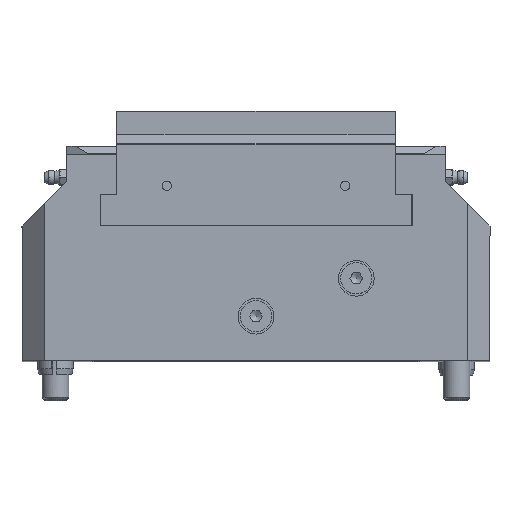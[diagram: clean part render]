
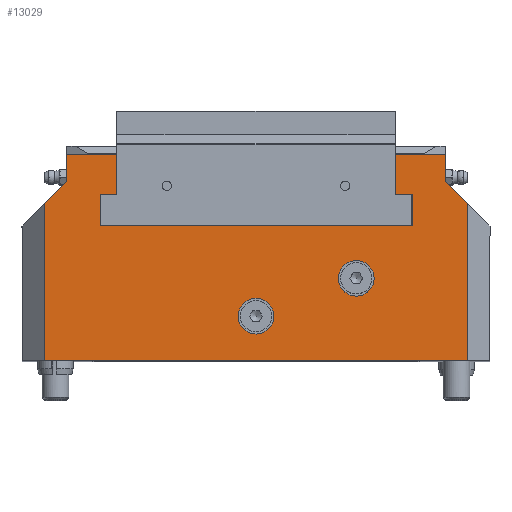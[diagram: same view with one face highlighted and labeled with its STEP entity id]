
A CAD part, top view. The second image highlights one B-rep face of the part: STEP entity #13029.
In plain terms, the highlighted face is planar.
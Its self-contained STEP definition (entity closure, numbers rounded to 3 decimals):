
#609=FACE_BOUND('',#1462,.T.);
#610=FACE_BOUND('',#1463,.T.);
#710=FACE_OUTER_BOUND('',#1461,.T.);
#1461=EDGE_LOOP('',(#8104,#8105,#8106,#8107,#8108,#8109,#8110,#8111,#8112,
#8113,#8114,#8115,#8116,#8117,#8118,#8119));
#1462=EDGE_LOOP('',(#8120));
#1463=EDGE_LOOP('',(#8121));
#2308=CIRCLE('',#13962,8.);
#2309=CIRCLE('',#13963,8.);
#2787=LINE('',#18801,#3883);
#2797=LINE('',#18828,#3893);
#2806=LINE('',#18851,#3902);
#2808=LINE('',#18855,#3904);
#2809=LINE('',#18857,#3905);
#2810=LINE('',#18859,#3906);
#2811=LINE('',#18860,#3907);
#2812=LINE('',#18862,#3908);
#2813=LINE('',#18864,#3909);
#2814=LINE('',#18866,#3910);
#2815=LINE('',#18868,#3911);
#2816=LINE('',#18870,#3912);
#2817=LINE('',#18872,#3913);
#2818=LINE('',#18874,#3914);
#2819=LINE('',#18875,#3915);
#2820=LINE('',#18876,#3916);
#3883=VECTOR('',#15206,10.);
#3893=VECTOR('',#15224,10.);
#3902=VECTOR('',#15241,10.);
#3904=VECTOR('',#15245,10.);
#3905=VECTOR('',#15246,10.);
#3906=VECTOR('',#15247,10.);
#3907=VECTOR('',#15248,10.);
#3908=VECTOR('',#15249,10.);
#3909=VECTOR('',#15250,10.);
#3910=VECTOR('',#15251,10.);
#3911=VECTOR('',#15252,10.);
#3912=VECTOR('',#15253,10.);
#3913=VECTOR('',#15254,10.);
#3914=VECTOR('',#15255,10.);
#3915=VECTOR('',#15256,10.);
#3916=VECTOR('',#15257,10.);
#4979=VERTEX_POINT('',#18799);
#4980=VERTEX_POINT('',#18800);
#4992=VERTEX_POINT('',#18825);
#4993=VERTEX_POINT('',#18827);
#5002=VERTEX_POINT('',#18848);
#5003=VERTEX_POINT('',#18850);
#5004=VERTEX_POINT('',#18854);
#5005=VERTEX_POINT('',#18856);
#5006=VERTEX_POINT('',#18858);
#5007=VERTEX_POINT('',#18861);
#5008=VERTEX_POINT('',#18863);
#5009=VERTEX_POINT('',#18865);
#5010=VERTEX_POINT('',#18867);
#5011=VERTEX_POINT('',#18869);
#5012=VERTEX_POINT('',#18871);
#5013=VERTEX_POINT('',#18873);
#5014=VERTEX_POINT('',#18877);
#5015=VERTEX_POINT('',#18879);
#6201=EDGE_CURVE('',#4979,#4980,#2787,.T.);
#6214=EDGE_CURVE('',#4993,#4992,#2797,.T.);
#6225=EDGE_CURVE('',#5003,#5002,#2806,.T.);
#6227=EDGE_CURVE('',#5002,#5004,#2808,.T.);
#6228=EDGE_CURVE('',#5004,#5005,#2809,.T.);
#6229=EDGE_CURVE('',#5005,#5006,#2810,.T.);
#6230=EDGE_CURVE('',#5006,#4993,#2811,.T.);
#6231=EDGE_CURVE('',#5007,#4992,#2812,.T.);
#6232=EDGE_CURVE('',#5008,#5007,#2813,.T.);
#6233=EDGE_CURVE('',#5008,#5009,#2814,.T.);
#6234=EDGE_CURVE('',#5010,#5009,#2815,.T.);
#6235=EDGE_CURVE('',#5011,#5010,#2816,.T.);
#6236=EDGE_CURVE('',#5012,#5011,#2817,.T.);
#6237=EDGE_CURVE('',#5012,#5013,#2818,.T.);
#6238=EDGE_CURVE('',#4980,#5013,#2819,.T.);
#6239=EDGE_CURVE('',#4979,#5003,#2820,.T.);
#6240=EDGE_CURVE('',#5014,#5014,#2308,.T.);
#6241=EDGE_CURVE('',#5015,#5015,#2309,.T.);
#8104=ORIENTED_EDGE('',*,*,#6225,.T.);
#8105=ORIENTED_EDGE('',*,*,#6227,.T.);
#8106=ORIENTED_EDGE('',*,*,#6228,.T.);
#8107=ORIENTED_EDGE('',*,*,#6229,.T.);
#8108=ORIENTED_EDGE('',*,*,#6230,.T.);
#8109=ORIENTED_EDGE('',*,*,#6214,.T.);
#8110=ORIENTED_EDGE('',*,*,#6231,.F.);
#8111=ORIENTED_EDGE('',*,*,#6232,.F.);
#8112=ORIENTED_EDGE('',*,*,#6233,.T.);
#8113=ORIENTED_EDGE('',*,*,#6234,.F.);
#8114=ORIENTED_EDGE('',*,*,#6235,.F.);
#8115=ORIENTED_EDGE('',*,*,#6236,.F.);
#8116=ORIENTED_EDGE('',*,*,#6237,.T.);
#8117=ORIENTED_EDGE('',*,*,#6238,.F.);
#8118=ORIENTED_EDGE('',*,*,#6201,.F.);
#8119=ORIENTED_EDGE('',*,*,#6239,.T.);
#8120=ORIENTED_EDGE('',*,*,#6240,.T.);
#8121=ORIENTED_EDGE('',*,*,#6241,.T.);
#11833=PLANE('',#13961);
#13029=ADVANCED_FACE('',(#710,#609,#610),#11833,.T.);
#13961=AXIS2_PLACEMENT_3D('',#18853,#15243,#15244);
#13962=AXIS2_PLACEMENT_3D('',#18878,#15258,#15259);
#13963=AXIS2_PLACEMENT_3D('',#18880,#15260,#15261);
#15206=DIRECTION('',(-1.,0.,0.));
#15224=DIRECTION('',(0.,1.,0.));
#15241=DIRECTION('',(-1.,0.,0.));
#15243=DIRECTION('center_axis',(0.,0.,
-1.));
#15244=DIRECTION('ref_axis',(-1.,0.,0.));
#15245=DIRECTION('',(0.,-1.,0.));
#15246=DIRECTION('',(1.,0.,0.));
#15247=DIRECTION('',(0.,1.,0.));
#15248=DIRECTION('',(-1.,0.,0.));
#15249=DIRECTION('',(-1.,0.,0.));
#15250=DIRECTION('',(0.,1.,0.));
#15251=DIRECTION('',(0.707,-0.707,0.));
#15252=DIRECTION('',(0.,1.,0.));
#15253=DIRECTION('',(1.,0.,0.));
#15254=DIRECTION('',(0.,-1.,0.));
#15255=DIRECTION('',(0.707,0.707,0.));
#15256=DIRECTION('',(0.,-1.,0.));
#15257=DIRECTION('',(0.,-1.,0.));
#15258=DIRECTION('center_axis',(0.,0.,
1.));
#15259=DIRECTION('ref_axis',(-1.,0.,0.));
#15260=DIRECTION('center_axis',(0.,0.,
1.));
#15261=DIRECTION('ref_axis',(-1.,0.,0.));
#18799=CARTESIAN_POINT('',(-63.161,92.991,-34.21));
#18800=CARTESIAN_POINT('',(-85.661,92.991,-34.21));
#18801=CARTESIAN_POINT('',(84.339,92.991,-34.21));
#18825=CARTESIAN_POINT('',(61.839,92.991,-34.21));
#18827=CARTESIAN_POINT('',(61.839,74.991,-34.21));
#18828=CARTESIAN_POINT('',(61.839,82.677,-34.21));
#18848=CARTESIAN_POINT('',(-70.661,74.991,-34.21));
#18850=CARTESIAN_POINT('',(-63.161,74.991,-34.21));
#18851=CARTESIAN_POINT('',(-35.461,74.991,-34.21));
#18853=CARTESIAN_POINT('Origin',(-0.661,45.948,-34.21));
#18854=CARTESIAN_POINT('',(-70.661,60.991,-34.21));
#18855=CARTESIAN_POINT('',(-70.661,53.669,-34.21));
#18856=CARTESIAN_POINT('',(69.339,60.991,-34.21));
#18857=CARTESIAN_POINT('',(34.139,60.991,-34.21));
#18858=CARTESIAN_POINT('',(69.339,74.991,-34.21));
#18859=CARTESIAN_POINT('',(69.339,60.269,-34.21));
#18860=CARTESIAN_POINT('',(30.589,74.991,-34.21));
#18861=CARTESIAN_POINT('',(84.339,92.991,-34.21));
#18862=CARTESIAN_POINT('',(84.339,92.991,-34.21));
#18863=CARTESIAN_POINT('',(84.339,80.991,-34.21));
#18864=CARTESIAN_POINT('',(84.339,80.991,-34.21));
#18865=CARTESIAN_POINT('',(94.339,70.991,-34.21));
#18866=CARTESIAN_POINT('',(81.85,83.48,-34.21));
#18867=CARTESIAN_POINT('',(94.339,0.491,-34.21));
#18868=CARTESIAN_POINT('',(94.339,23.219,-34.21));
#18869=CARTESIAN_POINT('',(-95.661,0.491,-34.21));
#18870=CARTESIAN_POINT('',(-105.661,0.491,-34.21));
#18871=CARTESIAN_POINT('',(-95.661,70.991,-34.21));
#18872=CARTESIAN_POINT('',(-95.661,63.469,-34.21));
#18873=CARTESIAN_POINT('',(-85.661,80.991,-34.21));
#18874=CARTESIAN_POINT('',(-73.172,93.48,-34.21));
#18875=CARTESIAN_POINT('',(-85.661,92.991,-34.21));
#18876=CARTESIAN_POINT('',(-63.161,60.469,-34.21));
#18877=CARTESIAN_POINT('',(7.339,20.491,-34.21));
#18878=CARTESIAN_POINT('Origin',(-0.661,20.491,-34.21));
#18879=CARTESIAN_POINT('',(-37.661,37.491,-34.21));
#18880=CARTESIAN_POINT('Origin',(-45.661,37.491,-34.21));
